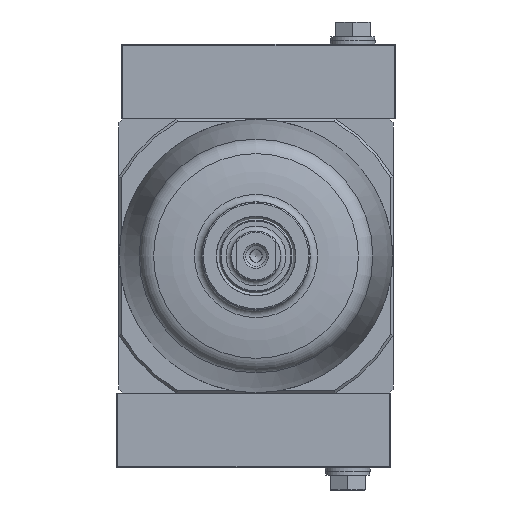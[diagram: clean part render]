
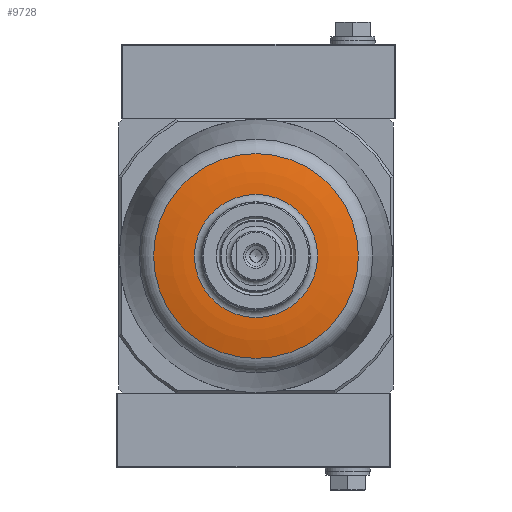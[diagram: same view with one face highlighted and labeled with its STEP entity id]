
A CAD part, front view. The second image highlights one B-rep face of the part: STEP entity #9728.
In plain terms, the highlighted toroidal (fillet/blend) face has major radius 12 mm and minor radius 33 mm.
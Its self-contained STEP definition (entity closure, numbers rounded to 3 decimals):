
#97=DEGENERATE_TOROIDAL_SURFACE('',#10531,12.,33.,
 .T.);
#2765=ORIENTED_EDGE('',*,*,#4349,.T.);
#2766=ORIENTED_EDGE('',*,*,#4350,.F.);
#4349=EDGE_CURVE('',#5252,#5252,#5835,.T.);
#4350=EDGE_CURVE('',#5253,#5253,#5836,.T.);
#5252=VERTEX_POINT('',#15345);
#5253=VERTEX_POINT('',#15348);
#5835=CIRCLE('',#10530,20.548);
#5836=CIRCLE('',#10532,12.357);
#6328=EDGE_LOOP('',(#2765));
#6329=EDGE_LOOP('',(#2766));
#7026=FACE_BOUND('',#6328,.T.);
#7027=FACE_BOUND('',#6329,.T.);
#9728=ADVANCED_FACE('',(#7026,#7027),#97,.T.);
#10530=AXIS2_PLACEMENT_3D('',#15344,#12214,#12215);
#10531=AXIS2_PLACEMENT_3D('',#15346,#12216,#12217);
#10532=AXIS2_PLACEMENT_3D('',#15347,#12218,#12219);
#12214=DIRECTION('',(0.,-1.,0.));
#12215=DIRECTION('',(0.,0.,-1.));
#12216=DIRECTION('',(0.,-1.,0.));
#12217=DIRECTION('',(0.,0.,-1.));
#12218=DIRECTION('',(0.,-1.,0.));
#12219=DIRECTION('',(0.,0.,-1.));
#15344=CARTESIAN_POINT('',(0.,-148.774,0.));
#15345=CARTESIAN_POINT('',(0.,-148.774,-20.548));
#15346=CARTESIAN_POINT('',(0.,-116.9,0.));
#15347=CARTESIAN_POINT('',(0.,-149.898,0.));
#15348=CARTESIAN_POINT('',(0.,-149.898,-12.357));
